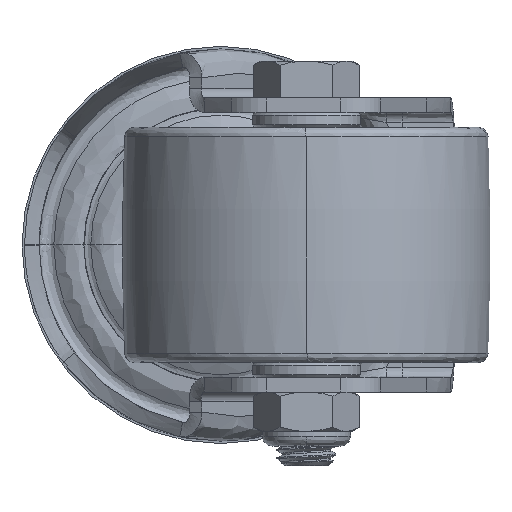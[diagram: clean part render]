
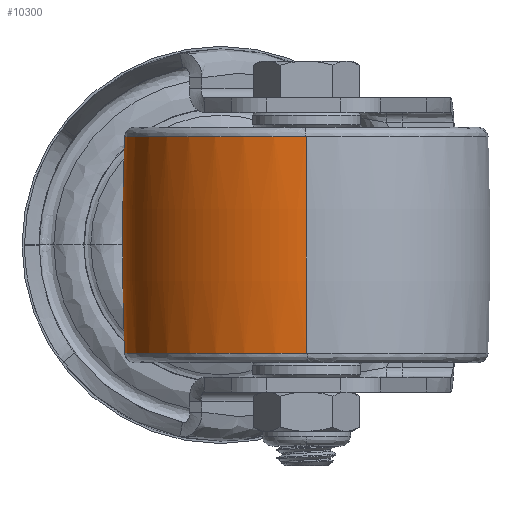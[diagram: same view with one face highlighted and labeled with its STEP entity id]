
A CAD part, front view. The second image highlights one B-rep face of the part: STEP entity #10300.
In plain terms, the highlighted toroidal (fillet/blend) face has major radius 538.75 mm and minor radius 576.25 mm.
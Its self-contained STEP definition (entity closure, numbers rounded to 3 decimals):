
#2166 = DIRECTION ( 'NONE',  ( 0., 0., 1. ) ) ;
#3364 = VERTEX_POINT ( 'NONE', #57992 ) ;
#3923 = AXIS2_PLACEMENT_3D ( 'NONE', #43695, #16075, #34607 ) ;
#7511 = EDGE_CURVE ( 'NONE', #30861, #13484, #40378, .T. ) ;
#8241 = DIRECTION ( 'NONE',  ( -1., 0., 0. ) ) ;
#8880 = ORIENTED_EDGE ( 'NONE', *, *, #14976, .T. ) ;
#9616 = CIRCLE ( 'NONE', #51281, 576.25 ) ;
#9745 = DIRECTION ( 'NONE',  ( 0., 0., 1. ) ) ;
#10287 = ORIENTED_EDGE ( 'NONE', *, *, #15314, .F. ) ;
#10300 = ADVANCED_FACE ( 'NONE', ( #18563 ), #54101, .T. ) ;
#10899 = VERTEX_POINT ( 'NONE', #16159 ) ;
#11034 = ORIENTED_EDGE ( 'NONE', *, *, #48735, .T. ) ;
#12464 = ORIENTED_EDGE ( 'NONE', *, *, #7511, .T. ) ;
#12763 = CARTESIAN_POINT ( 'NONE',  ( 17.5, -18.723, -22.077 ) ) ;
#13484 = VERTEX_POINT ( 'NONE', #59673 ) ;
#14976 = EDGE_CURVE ( 'NONE', #49419, #3364, #30938, .T. ) ;
#15314 = EDGE_CURVE ( 'NONE', #32451, #3364, #9616, .T. ) ;
#15371 = DIRECTION ( 'NONE',  ( 1., 0., 0. ) ) ;
#16075 = DIRECTION ( 'NONE',  ( 0., 0., -1. ) ) ;
#16159 = CARTESIAN_POINT ( 'NONE',  ( 17.5, -92.877, 22.077 ) ) ;
#17267 = CARTESIAN_POINT ( 'NONE',  ( 17.249, -18.724, -22.077 ) ) ;
#18563 = FACE_OUTER_BOUND ( 'NONE', #20380, .T. ) ;
#20380 = EDGE_LOOP ( 'NONE', ( #42473, #12464, #11034, #29042, #8880, #10287 ) ) ;
#21351 = AXIS2_PLACEMENT_3D ( 'NONE', #58917, #8241, #35267 ) ;
#25863 = CARTESIAN_POINT ( 'NONE',  ( 17.5, -55.8, -22.077 ) ) ;
#29042 = ORIENTED_EDGE ( 'NONE', *, *, #47327, .T. ) ;
#30091 = CIRCLE ( 'NONE', #38832, 37.077 ) ;
#30861 = VERTEX_POINT ( 'NONE', #17267 ) ;
#30938 = CIRCLE ( 'NONE', #54152, 37.077 ) ;
#32451 = VERTEX_POINT ( 'NONE', #12763 ) ;
#33921 = DIRECTION ( 'NONE',  ( 0., 0., -1. ) ) ;
#34607 = DIRECTION ( 'NONE',  ( 0.063, 0.998, 0. ) ) ;
#35267 = DIRECTION ( 'NONE',  ( 0., -1., 0. ) ) ;
#38310 = CARTESIAN_POINT ( 'NONE',  ( 17.5, -55.8, 0. ) ) ;
#38832 = AXIS2_PLACEMENT_3D ( 'NONE', #25863, #44347, #38936 ) ;
#38936 = DIRECTION ( 'NONE',  ( 0.063, 0.998, 0. ) ) ;
#40378 = CIRCLE ( 'NONE', #42291, 37.077 ) ;
#42291 = AXIS2_PLACEMENT_3D ( 'NONE', #55283, #9745, #51906 ) ;
#42473 = ORIENTED_EDGE ( 'NONE', *, *, #48533, .T. ) ;
#43671 = DIRECTION ( 'NONE',  ( 0., 0., -1. ) ) ;
#43695 = CARTESIAN_POINT ( 'NONE',  ( 17.5, -55.8, 22.077 ) ) ;
#44347 = DIRECTION ( 'NONE',  ( 0., 0., 1. ) ) ;
#44861 = DIRECTION ( 'NONE',  ( 0.063, 0.998, 0. ) ) ;
#47327 = EDGE_CURVE ( 'NONE', #10899, #49419, #54257, .T. ) ;
#48314 = AXIS2_PLACEMENT_3D ( 'NONE', #38310, #2166, #48870 ) ;
#48533 = EDGE_CURVE ( 'NONE', #32451, #30861, #30091, .T. ) ;
#48735 = EDGE_CURVE ( 'NONE', #13484, #10899, #53308, .T. ) ;
#48870 = DIRECTION ( 'NONE',  ( 0., 1., 0. ) ) ;
#49419 = VERTEX_POINT ( 'NONE', #55551 ) ;
#51281 = AXIS2_PLACEMENT_3D ( 'NONE', #56965, #15371, #33921 ) ;
#51906 = DIRECTION ( 'NONE',  ( 0.063, 0.998, 0. ) ) ;
#53308 = CIRCLE ( 'NONE', #21351, 576.25 ) ;
#54101 = TOROIDAL_SURFACE ( 'NONE', #48314, -538.75, 576.25 ) ;
#54152 = AXIS2_PLACEMENT_3D ( 'NONE', #58553, #43671, #44861 ) ;
#54257 = CIRCLE ( 'NONE', #3923, 37.077 ) ;
#55283 = CARTESIAN_POINT ( 'NONE',  ( 17.5, -55.8, -22.077 ) ) ;
#55551 = CARTESIAN_POINT ( 'NONE',  ( 17.323, -92.877, 22.077 ) ) ;
#56965 = CARTESIAN_POINT ( 'NONE',  ( 17.5, -594.55, 0. ) ) ;
#57992 = CARTESIAN_POINT ( 'NONE',  ( 17.5, -18.723, 22.077 ) ) ;
#58553 = CARTESIAN_POINT ( 'NONE',  ( 17.5, -55.8, 22.077 ) ) ;
#58917 = CARTESIAN_POINT ( 'NONE',  ( 17.5, 482.95, 0. ) ) ;
#59673 = CARTESIAN_POINT ( 'NONE',  ( 17.5, -92.877, -22.077 ) ) ;
